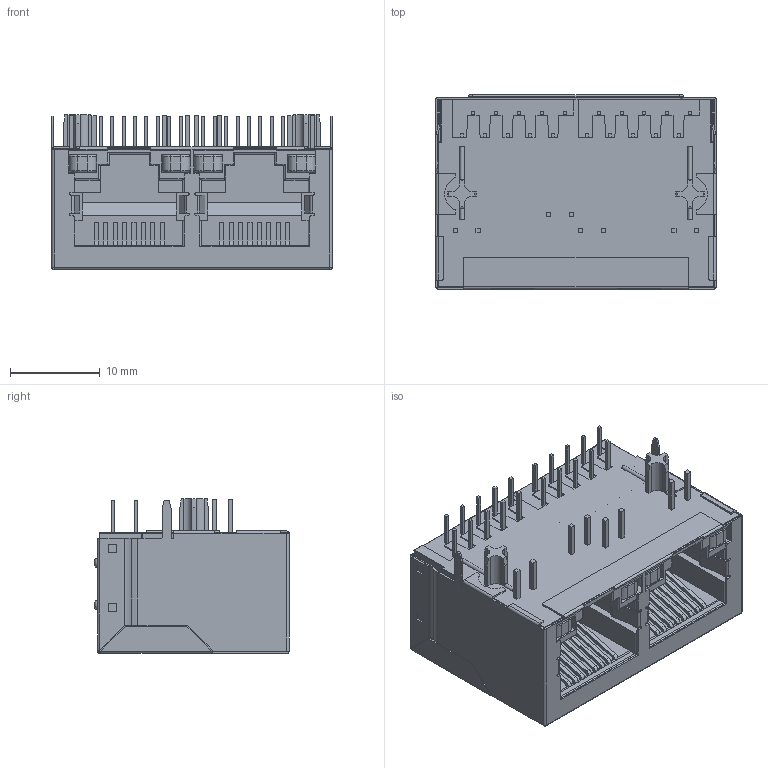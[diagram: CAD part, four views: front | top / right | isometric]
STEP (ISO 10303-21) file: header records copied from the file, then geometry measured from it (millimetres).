
FILE_DESCRIPTION(/* description */ ('Unknown'),/* implementation_level */ '2;1');
FILE_NAME(/* name */ '74991204400',/* time_stamp */ '2021-02-19T11:50:21+01:00',/* author */ ('Unknown'),/* organization */ ('Unknown'),/* preprocessor_version */ 'ST-DEVELOPER v16.7',/* originating_system */ 'DEX',/* authorisation */ $);
FILE_SCHEMA (('AUTOMOTIVE_DESIGN {1 0 10303 214 3 1 1}'));
Length unit declared in the file: millimetre
Products named in the file (4): 74991204400; Shielding; Insulator; Insulator_2
Assembly tree (4 placements, depth 2):
  74991204400
    Shielding
    Insulator
    Insulator_2  x2
Bounding box: 31.24 x 21.65 x 17.23 mm (x, y, z)
Volume: 6829.4 mm3; surface area: 11708.9 mm2
Topology: 4 solids, 4 shells, 1223 faces, 3240 edges, 2080 vertices
Faces by surface type: plane 829, cylinder 286, bspline 56, torus 32, sphere 12, cone 8
Entity records: 42924 total; most frequent: CARTESIAN_POINT 8744, ORIENTED_EDGE 5744, DIRECTION 5100, EDGE_CURVE 2872, LINE 1928, VECTOR 1928, VERTEX_POINT 1848, AXIS2_PLACEMENT_3D 1586
